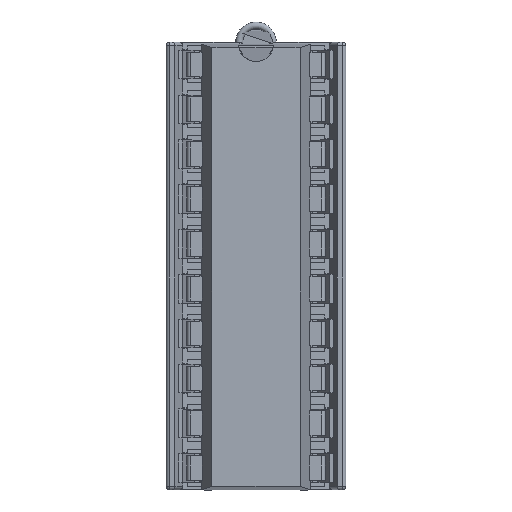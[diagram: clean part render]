
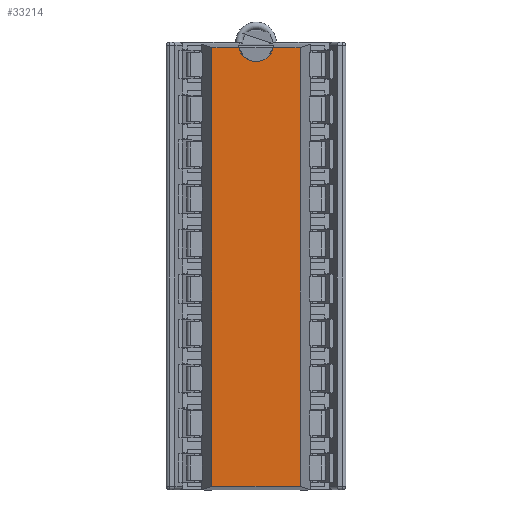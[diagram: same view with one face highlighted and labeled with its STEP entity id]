
A CAD part, top view. The second image highlights one B-rep face of the part: STEP entity #33214.
In plain terms, the highlighted planar face has unit normal (0, 0, 1).
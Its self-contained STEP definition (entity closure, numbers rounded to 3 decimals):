
#31904 = EDGE_CURVE('',#31905,#31907,#31909,.T.);
#31905 = VERTEX_POINT('',#31906);
#31906 = CARTESIAN_POINT('',(2.5,0.96,8.48));
#31907 = VERTEX_POINT('',#31908);
#31908 = CARTESIAN_POINT('',(2.5,-23.9,8.48));
#31909 = LINE('',#31910,#31911);
#31910 = CARTESIAN_POINT('',(2.5,1.16,8.48));
#31911 = VECTOR('',#31912,1.);
#31912 = DIRECTION('',(0.,-1.,0.));
#32449 = VERTEX_POINT('',#32450);
#32450 = CARTESIAN_POINT('',(-2.5,0.96,8.48));
#32456 = EDGE_CURVE('',#32449,#32457,#32459,.T.);
#32457 = VERTEX_POINT('',#32458);
#32458 = CARTESIAN_POINT('',(-2.5,-23.9,8.48));
#32459 = LINE('',#32460,#32461);
#32460 = CARTESIAN_POINT('',(-2.5,1.16,8.48));
#32461 = VECTOR('',#32462,1.);
#32462 = DIRECTION('',(0.,-1.,0.));
#33214 = ADVANCED_FACE('',(#33215),#33248,.F.);
#33215 = FACE_BOUND('',#33216,.F.);
#33216 = EDGE_LOOP('',(#33217,#33218,#33226,#33235,#33241,#33242));
#33217 = ORIENTED_EDGE('',*,*,#32456,.F.);
#33218 = ORIENTED_EDGE('',*,*,#33219,.T.);
#33219 = EDGE_CURVE('',#32449,#33220,#33222,.T.);
#33220 = VERTEX_POINT('',#33221);
#33221 = CARTESIAN_POINT('',(-0.98,0.96,8.48));
#33222 = LINE('',#33223,#33224);
#33223 = CARTESIAN_POINT('',(-28.239,0.96,8.48));
#33224 = VECTOR('',#33225,1.);
#33225 = DIRECTION('',(1.,0.,0.));
#33226 = ORIENTED_EDGE('',*,*,#33227,.T.);
#33227 = EDGE_CURVE('',#33220,#33228,#33230,.T.);
#33228 = VERTEX_POINT('',#33229);
#33229 = CARTESIAN_POINT('',(0.98,0.96,8.48));
#33230 = CIRCLE('',#33231,1.);
#33231 = AXIS2_PLACEMENT_3D('',#33232,#33233,#33234);
#33232 = CARTESIAN_POINT('',(0.,1.16,8.48));
#33233 = DIRECTION('',(0.,0.,1.));
#33234 = DIRECTION('',(1.,0.,0.));
#33235 = ORIENTED_EDGE('',*,*,#33236,.T.);
#33236 = EDGE_CURVE('',#33228,#31905,#33237,.T.);
#33237 = LINE('',#33238,#33239);
#33238 = CARTESIAN_POINT('',(-28.239,0.96,8.48));
#33239 = VECTOR('',#33240,1.);
#33240 = DIRECTION('',(1.,0.,0.));
#33241 = ORIENTED_EDGE('',*,*,#31904,.T.);
#33242 = ORIENTED_EDGE('',*,*,#33243,.F.);
#33243 = EDGE_CURVE('',#32457,#31907,#33244,.T.);
#33244 = LINE('',#33245,#33246);
#33245 = CARTESIAN_POINT('',(-28.239,-23.9,8.48));
#33246 = VECTOR('',#33247,1.);
#33247 = DIRECTION('',(1.,0.,0.));
#33248 = PLANE('',#33249);
#33249 = AXIS2_PLACEMENT_3D('',#33250,#33251,#33252);
#33250 = CARTESIAN_POINT('',(2.5,1.16,8.48));
#33251 = DIRECTION('',(0.,0.,-1.));
#33252 = DIRECTION('',(-1.,0.,0.));
